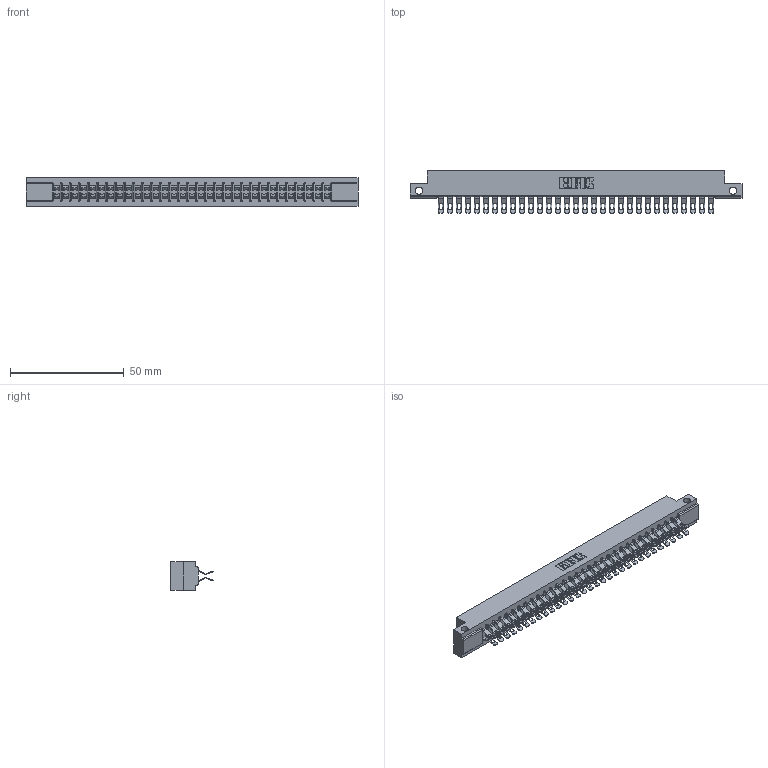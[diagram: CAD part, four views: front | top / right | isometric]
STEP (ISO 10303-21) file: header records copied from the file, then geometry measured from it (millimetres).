
FILE_DESCRIPTION (( 'STEP AP203' ), '1' );
FILE_NAME ('357-062-455-212.STEP', '2020-10-04T15:31:22', ( '' ), ( '' ), 'SwSTEP 2.0', 'SolidWorks 2020', '' );
FILE_SCHEMA (( 'CONFIG_CONTROL_DESIGN' ));
Length unit declared in the file: inch
Products named in the file (3): 307 Part_.128 Dia Side Mounting Holes; 357-062-455-212; 307-290-001_555
Assembly tree (63 placements, depth 2):
  357-062-455-212
    307 Part_.128 Dia Side Mounting Holes
    307-290-001_555  x62
Bounding box: 145.85 x 18.75 x 12.7 mm (x, y, z)
Volume: 15473.7 mm3; surface area: 19721.7 mm2
Topology: 63 solids, 63 shells, 3932 faces, 11545 edges, 7526 vertices
Faces by surface type: plane 2178, cylinder 1690, sphere 64
Entity records: 29463 total; most frequent: CARTESIAN_POINT 4827, ORIENTED_EDGE 4784, DIRECTION 4740, EDGE_CURVE 2392, VECTOR 1818, LINE 1818, VERTEX_POINT 1548, AXIS2_PLACEMENT_3D 1461
